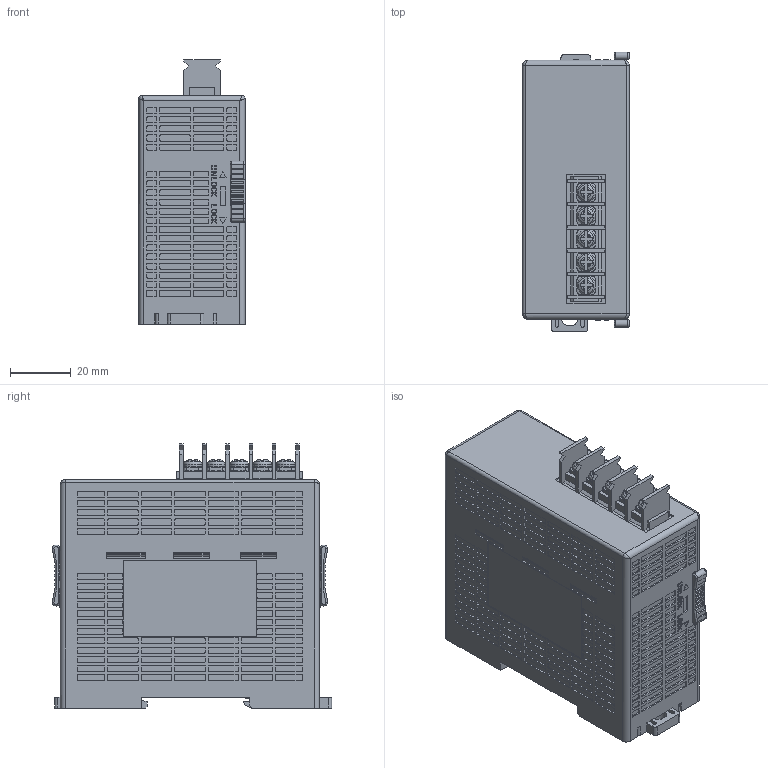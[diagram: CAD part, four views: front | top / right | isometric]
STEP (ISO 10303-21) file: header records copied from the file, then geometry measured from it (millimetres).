
FILE_DESCRIPTION (( 'STEP AP214' ), '1' );
FILE_NAME ('C0-01AC.STEP', '2011-01-05T18:02:39', ( '.adc' ), ( '' ), 'SwSTEP 2.0', 'SolidWorks 2009', '' );
FILE_SCHEMA (( 'AUTOMOTIVE_DESIGN' ));
Length unit declared in the file: inch
Products named in the file (1): C0-01AC
Bounding box: 34.95 x 91.6 x 86.7 mm (x, y, z)
Volume: 214542.6 mm3; surface area: 33186.4 mm2
Topology: 1 solids, 3 shells, 4869 faces, 13158 edges, 8703 vertices
Faces by surface type: plane 3150, cylinder 1599, torus 86, cone 30, bspline 4
Entity records: 217257 total; most frequent: CARTESIAN_POINT 28771, ORIENTED_EDGE 26308, DIRECTION 25844, EDGE_CURVE 13154, VECTOR 9500, LINE 9500, VERTEX_POINT 8703, AXIS2_PLACEMENT_3D 8172
